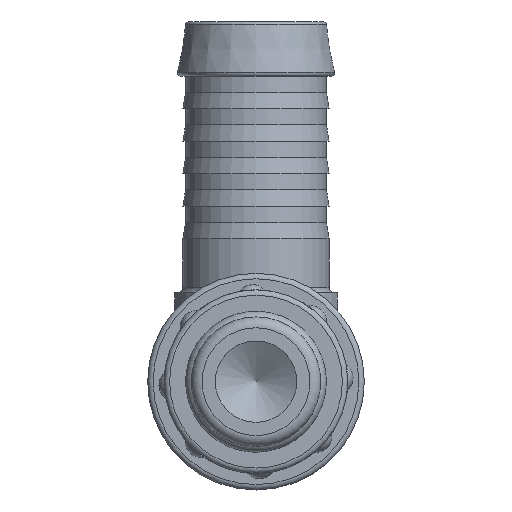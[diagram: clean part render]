
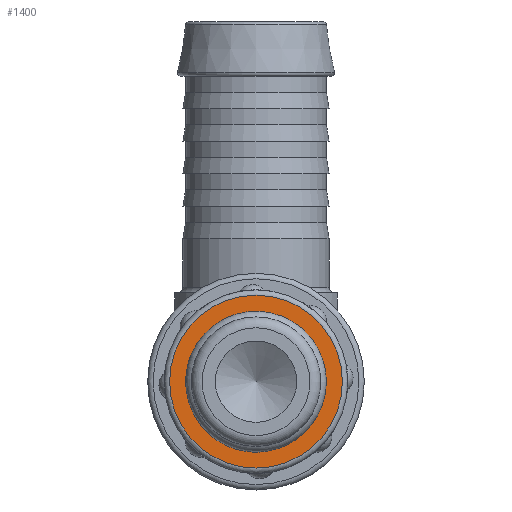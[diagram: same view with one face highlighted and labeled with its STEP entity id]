
A CAD part, left-side view. The second image highlights one B-rep face of the part: STEP entity #1400.
In plain terms, the highlighted planar face has unit normal (-1, 0, 0).
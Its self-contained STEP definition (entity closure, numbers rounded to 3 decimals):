
#72=FACE_BOUND('',#289,.T.);
#106=PLANE('',#1560);
#191=FACE_OUTER_BOUND('',#288,.T.);
#288=EDGE_LOOP('',(#1070));
#289=EDGE_LOOP('',(#1071));
#513=CIRCLE('',#1561,7.975);
#514=CIRCLE('',#1562,5.975);
#639=VERTEX_POINT('',#2602);
#640=VERTEX_POINT('',#2604);
#796=EDGE_CURVE('',#639,#639,#513,.T.);
#797=EDGE_CURVE('',#640,#640,#514,.T.);
#1070=ORIENTED_EDGE('',*,*,#796,.F.);
#1071=ORIENTED_EDGE('',*,*,#797,.F.);
#1400=ADVANCED_FACE('',(#191,#72),#106,.T.);
#1560=AXIS2_PLACEMENT_3D('',#2601,#1903,#1904);
#1561=AXIS2_PLACEMENT_3D('',#2603,#1905,#1906);
#1562=AXIS2_PLACEMENT_3D('',#2605,#1907,#1908);
#1903=DIRECTION('center_axis',(-1.,0.,0.));
#1904=DIRECTION('ref_axis',(0.,-1.,0.));
#1905=DIRECTION('center_axis',(1.,0.,0.));
#1906=DIRECTION('ref_axis',(0.,0.,
-1.));
#1907=DIRECTION('center_axis',(-1.,0.,0.));
#1908=DIRECTION('ref_axis',(0.,1.,0.));
#2601=CARTESIAN_POINT('Origin',(8.575,0.,
6.75));
#2602=CARTESIAN_POINT('',(8.575,7.975,0.));
#2603=CARTESIAN_POINT('Origin',(8.575,0.,0.));
#2604=CARTESIAN_POINT('',(8.575,-5.975,0.));
#2605=CARTESIAN_POINT('Origin',(8.575,0.,0.));
